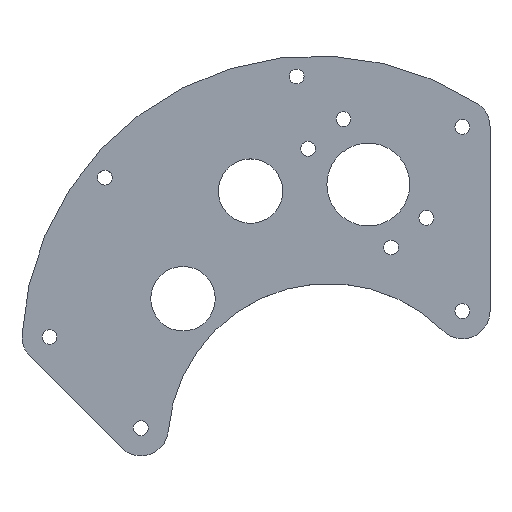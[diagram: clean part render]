
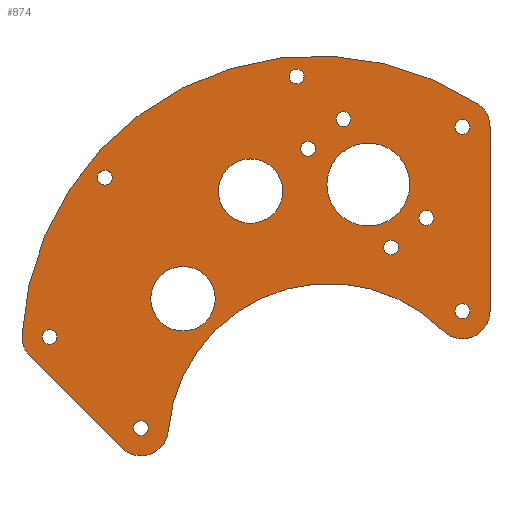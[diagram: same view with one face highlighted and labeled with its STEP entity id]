
A CAD part, top view. The second image highlights one B-rep face of the part: STEP entity #874.
In plain terms, the highlighted planar face has unit normal (0, 0, 1).
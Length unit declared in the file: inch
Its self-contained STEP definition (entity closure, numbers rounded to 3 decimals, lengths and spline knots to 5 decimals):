
#127=CARTESIAN_POINT('',(1.71146,1.81196,0.125));
#128=VERTEX_POINT('',#127);
#129=CARTESIAN_POINT('',(1.81196,1.81196,0.125));
#130=DIRECTION('',(0.0,0.0,1.0));
#131=DIRECTION('',(1.0,0.0,0.0));
#132=AXIS2_PLACEMENT_3D('',#129,#130,#131);
#133=CIRCLE('',#132,0.1005);
#134=EDGE_CURVE('',#128,#128,#133,.T.);
#195=CARTESIAN_POINT('',(-2.65325,0.22334,0.125));
#196=VERTEX_POINT('',#195);
#197=CARTESIAN_POINT('',(-2.55275,0.22334,0.125));
#198=DIRECTION('',(0.0,0.0,1.0));
#199=DIRECTION('',(1.0,0.0,0.0));
#200=AXIS2_PLACEMENT_3D('',#197,#198,#199);
#201=CIRCLE('',#200,0.1005);
#202=EDGE_CURVE('',#196,#196,#201,.T.);
#263=CARTESIAN_POINT('',(-3.14089,3.62339,0.125));
#264=VERTEX_POINT('',#263);
#265=CARTESIAN_POINT('',(-3.04039,3.62339,0.125));
#266=DIRECTION('',(0.0,0.0,1.0));
#267=DIRECTION('',(1.0,0.0,0.0));
#268=AXIS2_PLACEMENT_3D('',#265,#266,#267);
#269=CIRCLE('',#268,0.1005);
#270=EDGE_CURVE('',#264,#264,#269,.T.);
#331=CARTESIAN_POINT('',(-0.53767,4.99691,0.125));
#332=VERTEX_POINT('',#331);
#333=CARTESIAN_POINT('',(-0.43717,4.99691,0.125));
#334=DIRECTION('',(0.0,0.0,1.0));
#335=DIRECTION('',(1.0,0.0,0.0));
#336=AXIS2_PLACEMENT_3D('',#333,#334,#335);
#337=CIRCLE('',#336,0.1005);
#338=EDGE_CURVE('',#332,#332,#337,.T.);
#399=CARTESIAN_POINT('',(1.71146,4.31196,0.125));
#400=VERTEX_POINT('',#399);
#401=CARTESIAN_POINT('',(1.81196,4.31196,0.125));
#402=DIRECTION('',(0.0,0.0,1.0));
#403=DIRECTION('',(1.0,0.0,0.0));
#404=AXIS2_PLACEMENT_3D('',#401,#402,#403);
#405=CIRCLE('',#404,0.1005);
#406=EDGE_CURVE('',#400,#400,#405,.T.);
#467=CARTESIAN_POINT('',(-3.89069,1.46077,0.125));
#468=VERTEX_POINT('',#467);
#469=CARTESIAN_POINT('',(-3.79019,1.46077,0.125));
#470=DIRECTION('',(0.0,0.0,1.0));
#471=DIRECTION('',(1.0,0.0,0.0));
#472=AXIS2_PLACEMENT_3D('',#469,#470,#471);
#473=CIRCLE('',#472,0.1005);
#474=EDGE_CURVE('',#468,#468,#473,.T.);
#515=CARTESIAN_POINT('',(1.22233,3.07739,0.125));
#516=VERTEX_POINT('',#515);
#517=CARTESIAN_POINT('',(1.32283,3.07739,0.125));
#518=DIRECTION('',(0.0,0.0,1.0));
#519=DIRECTION('',(1.0,0.0,0.0));
#520=AXIS2_PLACEMENT_3D('',#517,#518,#519);
#521=CIRCLE('',#520,0.1005);
#522=EDGE_CURVE('',#516,#516,#521,.T.);
#563=CARTESIAN_POINT('',(0.74355,2.67565,0.125));
#564=VERTEX_POINT('',#563);
#565=CARTESIAN_POINT('',(0.84405,2.67565,0.125));
#566=DIRECTION('',(0.0,0.0,1.0));
#567=DIRECTION('',(1.0,0.0,0.0));
#568=AXIS2_PLACEMENT_3D('',#565,#566,#567);
#569=CIRCLE('',#568,0.1005);
#570=EDGE_CURVE('',#564,#564,#569,.T.);
#611=CARTESIAN_POINT('',(0.09745,4.41797,0.125));
#612=VERTEX_POINT('',#611);
#613=CARTESIAN_POINT('',(0.19795,4.41797,0.125));
#614=DIRECTION('',(0.0,0.0,1.0));
#615=DIRECTION('',(1.0,0.0,0.0));
#616=AXIS2_PLACEMENT_3D('',#613,#614,#615);
#617=CIRCLE('',#616,0.1005);
#618=EDGE_CURVE('',#612,#612,#617,.T.);
#659=CARTESIAN_POINT('',(-0.38132,4.01623,0.125));
#660=VERTEX_POINT('',#659);
#661=CARTESIAN_POINT('',(-0.28082,4.01623,0.125));
#662=DIRECTION('',(0.0,0.0,1.0));
#663=DIRECTION('',(1.0,0.0,0.0));
#664=AXIS2_PLACEMENT_3D('',#661,#662,#663);
#665=CIRCLE('',#664,0.1005);
#666=EDGE_CURVE('',#660,#660,#665,.T.);
#679=CARTESIAN_POINT('',(1.0975,3.53013,0.125));
#680=VERTEX_POINT('',#679);
#681=CARTESIAN_POINT('',(0.535,3.53013,0.125));
#682=DIRECTION('',(0.0,0.0,1.0));
#683=DIRECTION('',(-1.0,0.0,0.0));
#684=AXIS2_PLACEMENT_3D('',#681,#682,#683);
#685=CIRCLE('',#684,0.5625);
#686=EDGE_CURVE('',#680,#680,#685,.T.);
#707=CARTESIAN_POINT('',(-0.625,3.44072,0.125));
#708=VERTEX_POINT('',#707);
#709=CARTESIAN_POINT('',(-1.0625,3.44072,0.125));
#710=DIRECTION('',(0.0,0.0,1.0));
#711=DIRECTION('',(-1.0,0.0,0.0));
#712=AXIS2_PLACEMENT_3D('',#709,#710,#711);
#713=CIRCLE('',#712,0.4375);
#714=EDGE_CURVE('',#708,#708,#713,.T.);
#735=CARTESIAN_POINT('',(-1.5424,1.9799,0.125));
#736=VERTEX_POINT('',#735);
#737=CARTESIAN_POINT('',(-1.9799,1.9799,0.125));
#738=DIRECTION('',(0.0,0.0,1.0));
#739=DIRECTION('',(-1.0,0.0,0.0));
#740=AXIS2_PLACEMENT_3D('',#737,#738,#739);
#741=CIRCLE('',#740,0.4375);
#742=EDGE_CURVE('',#736,#736,#741,.T.);
#758=CARTESIAN_POINT('',(-0.88808,2.71242,0.125));
#759=DIRECTION('',(0.0,0.0,1.0));
#760=DIRECTION('',(1.0,0.0,0.0));
#761=AXIS2_PLACEMENT_3D('',#758,#759,#760);
#762=PLANE('',#761);
#763=CARTESIAN_POINT('',(2.01698,4.62596,0.125));
#764=VERTEX_POINT('',#763);
#765=CARTESIAN_POINT('',(-4.1647,1.47982,0.125));
#766=VERTEX_POINT('',#765);
#767=CARTESIAN_POINT('',(-0.16986,1.27667,0.125));
#768=DIRECTION('',(0.0,0.0,1.0));
#769=DIRECTION('',(0.547,0.837,0.0));
#770=AXIS2_PLACEMENT_3D('',#767,#768,#769);
#771=CIRCLE('',#770,4.0);
#772=EDGE_CURVE('',#764,#766,#771,.T.);
#773=ORIENTED_EDGE('',*,*,#772,.T.);
#774=CARTESIAN_POINT('',(-4.05535,1.19561,0.125));
#775=VERTEX_POINT('',#774);
#776=CARTESIAN_POINT('',(-3.79019,1.46077,0.125));
#777=DIRECTION('',(0.0,0.0,1.0));
#778=DIRECTION('',(-0.999,0.051,0.0));
#779=AXIS2_PLACEMENT_3D('',#776,#777,#778);
#780=CIRCLE('',#779,0.375);
#781=EDGE_CURVE('',#766,#775,#780,.T.);
#782=ORIENTED_EDGE('',*,*,#781,.T.);
#783=CARTESIAN_POINT('',(-2.81791,-0.04183,0.125));
#784=VERTEX_POINT('',#783);
#785=CARTESIAN_POINT('',(-4.05535,1.19561,0.125));
#786=DIRECTION('',(0.707,-0.707,0.0));
#787=VECTOR('',#786,1.75);
#788=LINE('',#785,#787);
#789=EDGE_CURVE('',#775,#784,#788,.T.);
#790=ORIENTED_EDGE('',*,*,#789,.T.);
#791=CARTESIAN_POINT('',(-2.17918,0.19065,0.125));
#792=VERTEX_POINT('',#791);
#793=CARTESIAN_POINT('',(-2.55275,0.22334,0.125));
#794=DIRECTION('',(0.0,0.0,1.0));
#795=DIRECTION('',(-0.707,-0.707,0.0));
#796=AXIS2_PLACEMENT_3D('',#793,#794,#795);
#797=CIRCLE('',#796,0.375);
#798=EDGE_CURVE('',#784,#792,#797,.T.);
#799=ORIENTED_EDGE('',*,*,#798,.T.);
#800=CARTESIAN_POINT('',(1.5468,1.5468,0.125));
#801=VERTEX_POINT('',#800);
#802=CARTESIAN_POINT('',(0.0,0.0,0.125));
#803=DIRECTION('',(0.0,0.0,-1.0));
#804=DIRECTION('',(-0.707,-0.707,0.0));
#805=AXIS2_PLACEMENT_3D('',#802,#803,#804);
#806=CIRCLE('',#805,2.1875);
#807=EDGE_CURVE('',#792,#801,#806,.T.);
#808=ORIENTED_EDGE('',*,*,#807,.T.);
#809=CARTESIAN_POINT('',(2.18696,1.81196,0.125));
#810=VERTEX_POINT('',#809);
#811=CARTESIAN_POINT('',(1.81196,1.81196,0.125));
#812=DIRECTION('',(0.0,0.0,1.0));
#813=DIRECTION('',(-0.707,-0.707,0.0));
#814=AXIS2_PLACEMENT_3D('',#811,#812,#813);
#815=CIRCLE('',#814,0.375);
#816=EDGE_CURVE('',#801,#810,#815,.T.);
#817=ORIENTED_EDGE('',*,*,#816,.T.);
#818=CARTESIAN_POINT('',(2.18696,4.31196,0.125));
#819=VERTEX_POINT('',#818);
#820=CARTESIAN_POINT('',(2.18696,1.81196,0.125));
#821=DIRECTION('',(0.0,1.0,0.0));
#822=VECTOR('',#821,2.5);
#823=LINE('',#820,#822);
#824=EDGE_CURVE('',#810,#819,#823,.T.);
#825=ORIENTED_EDGE('',*,*,#824,.T.);
#826=CARTESIAN_POINT('',(1.81196,4.31196,0.125));
#827=DIRECTION('',(0.0,0.0,1.0));
#828=DIRECTION('',(1.0,0.0,0.0));
#829=AXIS2_PLACEMENT_3D('',#826,#827,#828);
#830=CIRCLE('',#829,0.375);
#831=EDGE_CURVE('',#819,#764,#830,.T.);
#832=ORIENTED_EDGE('',*,*,#831,.T.);
#833=EDGE_LOOP('',(#773,#782,#790,#799,#808,#817,#825,#832));
#834=FACE_OUTER_BOUND('',#833,.T.);
#835=ORIENTED_EDGE('',*,*,#134,.F.);
#836=EDGE_LOOP('',(#835));
#837=FACE_BOUND('',#836,.T.);
#838=ORIENTED_EDGE('',*,*,#202,.F.);
#839=EDGE_LOOP('',(#838));
#840=FACE_BOUND('',#839,.T.);
#841=ORIENTED_EDGE('',*,*,#270,.F.);
#842=EDGE_LOOP('',(#841));
#843=FACE_BOUND('',#842,.T.);
#844=ORIENTED_EDGE('',*,*,#338,.F.);
#845=EDGE_LOOP('',(#844));
#846=FACE_BOUND('',#845,.T.);
#847=ORIENTED_EDGE('',*,*,#406,.F.);
#848=EDGE_LOOP('',(#847));
#849=FACE_BOUND('',#848,.T.);
#850=ORIENTED_EDGE('',*,*,#474,.F.);
#851=EDGE_LOOP('',(#850));
#852=FACE_BOUND('',#851,.T.);
#853=ORIENTED_EDGE('',*,*,#522,.F.);
#854=EDGE_LOOP('',(#853));
#855=FACE_BOUND('',#854,.T.);
#856=ORIENTED_EDGE('',*,*,#570,.F.);
#857=EDGE_LOOP('',(#856));
#858=FACE_BOUND('',#857,.T.);
#859=ORIENTED_EDGE('',*,*,#618,.F.);
#860=EDGE_LOOP('',(#859));
#861=FACE_BOUND('',#860,.T.);
#862=ORIENTED_EDGE('',*,*,#666,.F.);
#863=EDGE_LOOP('',(#862));
#864=FACE_BOUND('',#863,.T.);
#865=ORIENTED_EDGE('',*,*,#686,.F.);
#866=EDGE_LOOP('',(#865));
#867=FACE_BOUND('',#866,.T.);
#868=ORIENTED_EDGE('',*,*,#714,.F.);
#869=EDGE_LOOP('',(#868));
#870=FACE_BOUND('',#869,.T.);
#871=ORIENTED_EDGE('',*,*,#742,.F.);
#872=EDGE_LOOP('',(#871));
#873=FACE_BOUND('',#872,.T.);
#874=ADVANCED_FACE('',(#834,#837,#840,#843,#846,#849,#852,#855,#858,#861,#864,#867,#870,#873),#762,.T.);
